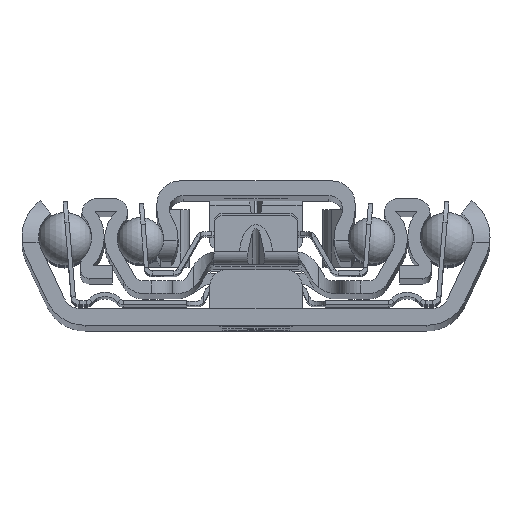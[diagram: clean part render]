
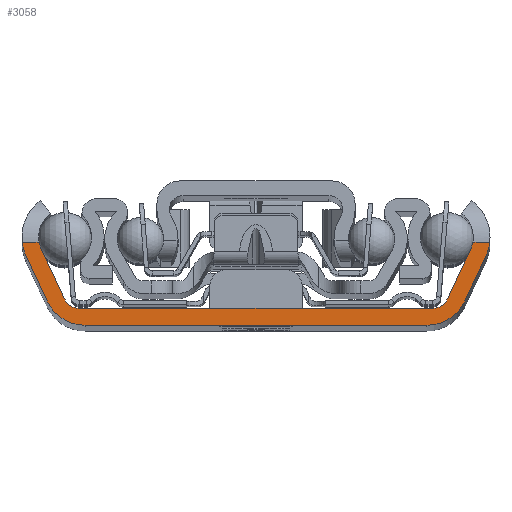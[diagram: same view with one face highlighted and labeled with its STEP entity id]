
A CAD part, top view. The second image highlights one B-rep face of the part: STEP entity #3058.
In plain terms, the highlighted planar face has unit normal (0, 0, 1).
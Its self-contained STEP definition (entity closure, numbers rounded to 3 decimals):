
#36=DIRECTION('',(1.,0.,0.));
#37=VECTOR('',#36,2.009);
#38=CARTESIAN_POINT('',(-27.867,9.9,0.));
#39=LINE('',#38,#37);
#40=CARTESIAN_POINT('',(-22.41,10.5,0.));
#41=DIRECTION('',(0.,0.,-1.));
#42=DIRECTION('',(-0.906,-0.423,0.));
#43=AXIS2_PLACEMENT_3D('',#40,#41,#42);
#45=DIRECTION('',(-0.423,0.906,0.));
#46=VECTOR('',#45,6.472);
#47=CARTESIAN_POINT('',(-22.847,3.155,0.));
#48=LINE('',#47,#46);
#49=CARTESIAN_POINT('',(-21.034,4.,0.));
#50=DIRECTION('',(0.,0.,-1.));
#51=DIRECTION('',(0.,-1.,0.));
#52=AXIS2_PLACEMENT_3D('',#49,#50,#51);
#54=DIRECTION('',(-1.,0.,0.));
#55=VECTOR('',#54,42.068);
#56=CARTESIAN_POINT('',(21.034,2.,0.));
#57=LINE('',#56,#55);
#58=CARTESIAN_POINT('',(21.034,4.,0.));
#59=DIRECTION('',(0.,0.,-1.));
#60=DIRECTION('',(0.906,-0.423,0.));
#61=AXIS2_PLACEMENT_3D('',#58,#59,#60);
#63=DIRECTION('',(-0.423,-0.906,0.));
#64=VECTOR('',#63,6.472);
#65=CARTESIAN_POINT('',(25.582,9.021,0.));
#66=LINE('',#65,#64);
#67=CARTESIAN_POINT('',(22.41,10.5,0.));
#68=DIRECTION('',(0.,0.,-1.));
#69=DIRECTION('',(0.985,-0.171,0.));
#70=AXIS2_PLACEMENT_3D('',#67,#68,#69);
#72=DIRECTION('',(1.,0.,0.));
#73=VECTOR('',#72,2.009);
#74=CARTESIAN_POINT('',(25.858,9.9,0.));
#75=LINE('',#74,#73);
#76=CARTESIAN_POINT('',(22.41,10.5,0.));
#77=DIRECTION('',(0.,0.,1.));
#78=DIRECTION('',(0.906,-0.423,0.));
#79=AXIS2_PLACEMENT_3D('',#76,#77,#78);
#81=DIRECTION('',(0.423,0.906,0.));
#82=VECTOR('',#81,5.84);
#83=CARTESIAN_POINT('',(24.918,2.887,0.));
#84=LINE('',#83,#82);
#85=CARTESIAN_POINT('',(20.386,5.,0.));
#86=DIRECTION('',(0.,0.,1.));
#87=DIRECTION('',(0.,-1.,0.));
#88=AXIS2_PLACEMENT_3D('',#85,#86,#87);
#90=DIRECTION('',(1.,0.,0.));
#91=VECTOR('',#90,40.772);
#92=CARTESIAN_POINT('',(-20.386,0.,0.));
#93=LINE('',#92,#91);
#94=CARTESIAN_POINT('',(-20.386,5.,0.));
#95=DIRECTION('',(0.,0.,1.));
#96=DIRECTION('',(-0.906,-0.423,0.));
#97=AXIS2_PLACEMENT_3D('',#94,#95,#96);
#99=DIRECTION('',(0.423,-0.906,0.));
#100=VECTOR('',#99,5.84);
#101=CARTESIAN_POINT('',(-27.386,8.18,0.));
#102=LINE('',#101,#100);
#103=CARTESIAN_POINT('',(-22.41,10.5,0.));
#104=DIRECTION('',(0.,0.,1.));
#105=DIRECTION('',(-0.994,-0.109,0.));
#106=AXIS2_PLACEMENT_3D('',#103,#104,#105);
#2581=CARTESIAN_POINT('',(-21.034,2.,0.));
#2582=CARTESIAN_POINT('',(-22.847,3.155,0.));
#2583=VERTEX_POINT('',#2581);
#2584=VERTEX_POINT('',#2582);
#2585=CARTESIAN_POINT('',(-25.582,9.021,0.));
#2586=VERTEX_POINT('',#2585);
#2587=CARTESIAN_POINT('',(-27.386,8.18,0.));
#2588=CARTESIAN_POINT('',(-24.918,2.887,0.));
#2589=VERTEX_POINT('',#2587);
#2590=VERTEX_POINT('',#2588);
#2591=CARTESIAN_POINT('',(-20.386,0.,0.));
#2592=VERTEX_POINT('',#2591);
#2593=CARTESIAN_POINT('',(20.386,0.,0.));
#2594=VERTEX_POINT('',#2593);
#2595=CARTESIAN_POINT('',(24.918,2.887,0.));
#2596=VERTEX_POINT('',#2595);
#2597=CARTESIAN_POINT('',(27.386,8.18,0.));
#2598=VERTEX_POINT('',#2597);
#2599=CARTESIAN_POINT('',(25.582,9.021,0.));
#2600=CARTESIAN_POINT('',(22.847,3.155,0.));
#2601=VERTEX_POINT('',#2599);
#2602=VERTEX_POINT('',#2600);
#2603=CARTESIAN_POINT('',(21.034,2.,0.));
#2604=VERTEX_POINT('',#2603);
#2685=CARTESIAN_POINT('',(-27.867,9.9,0.));
#2686=CARTESIAN_POINT('',(-25.858,9.9,0.));
#2687=VERTEX_POINT('',#2685);
#2688=VERTEX_POINT('',#2686);
#2689=CARTESIAN_POINT('',(25.858,9.9,0.));
#2690=CARTESIAN_POINT('',(27.867,9.9,0.));
#2691=VERTEX_POINT('',#2689);
#2692=VERTEX_POINT('',#2690);
#3019=CARTESIAN_POINT('',(0.,0.,0.));
#3020=DIRECTION('',(0.,0.,1.));
#3021=DIRECTION('',(1.,0.,0.));
#3022=AXIS2_PLACEMENT_3D('',#3019,#3020,#3021);
#3023=PLANE('',#3022);
#3025=ORIENTED_EDGE('',*,*,#3024,.T.);
#3027=ORIENTED_EDGE('',*,*,#3026,.F.);
#3029=ORIENTED_EDGE('',*,*,#3028,.F.);
#3031=ORIENTED_EDGE('',*,*,#3030,.F.);
#3033=ORIENTED_EDGE('',*,*,#3032,.F.);
#3035=ORIENTED_EDGE('',*,*,#3034,.F.);
#3037=ORIENTED_EDGE('',*,*,#3036,.F.);
#3039=ORIENTED_EDGE('',*,*,#3038,.F.);
#3041=ORIENTED_EDGE('',*,*,#3040,.T.);
#3043=ORIENTED_EDGE('',*,*,#3042,.F.);
#3045=ORIENTED_EDGE('',*,*,#3044,.F.);
#3047=ORIENTED_EDGE('',*,*,#3046,.F.);
#3049=ORIENTED_EDGE('',*,*,#3048,.F.);
#3051=ORIENTED_EDGE('',*,*,#3050,.F.);
#3053=ORIENTED_EDGE('',*,*,#3052,.F.);
#3055=ORIENTED_EDGE('',*,*,#3054,.F.);
#3056=EDGE_LOOP('',(#3025,#3027,#3029,#3031,#3033,#3035,#3037,#3039,#3041,#3043,
#3045,#3047,#3049,#3051,#3053,#3055));
#3057=FACE_OUTER_BOUND('',#3056,.F.);
#3058=ADVANCED_FACE('',(#3057),#3023,.T.);
#44=CIRCLE('',#43,3.5);
#53=CIRCLE('',#52,2.);
#62=CIRCLE('',#61,2.);
#71=CIRCLE('',#70,3.5);
#80=CIRCLE('',#79,5.49);
#89=CIRCLE('',#88,5.);
#98=CIRCLE('',#97,5.);
#107=CIRCLE('',#106,5.49);
#3024=EDGE_CURVE('',#2687,#2688,#39,.T.);
#3026=EDGE_CURVE('',#2586,#2688,#44,.T.);
#3028=EDGE_CURVE('',#2584,#2586,#48,.T.);
#3030=EDGE_CURVE('',#2583,#2584,#53,.T.);
#3032=EDGE_CURVE('',#2604,#2583,#57,.T.);
#3034=EDGE_CURVE('',#2602,#2604,#62,.T.);
#3036=EDGE_CURVE('',#2601,#2602,#66,.T.);
#3038=EDGE_CURVE('',#2691,#2601,#71,.T.);
#3040=EDGE_CURVE('',#2691,#2692,#75,.T.);
#3042=EDGE_CURVE('',#2598,#2692,#80,.T.);
#3044=EDGE_CURVE('',#2596,#2598,#84,.T.);
#3046=EDGE_CURVE('',#2594,#2596,#89,.T.);
#3048=EDGE_CURVE('',#2592,#2594,#93,.T.);
#3050=EDGE_CURVE('',#2590,#2592,#98,.T.);
#3052=EDGE_CURVE('',#2589,#2590,#102,.T.);
#3054=EDGE_CURVE('',#2687,#2589,#107,.T.);
